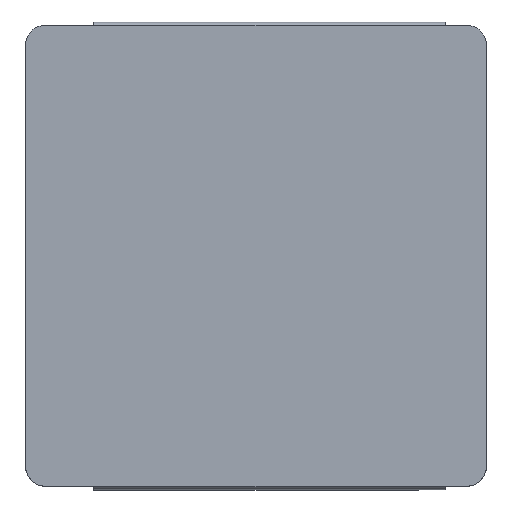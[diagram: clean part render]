
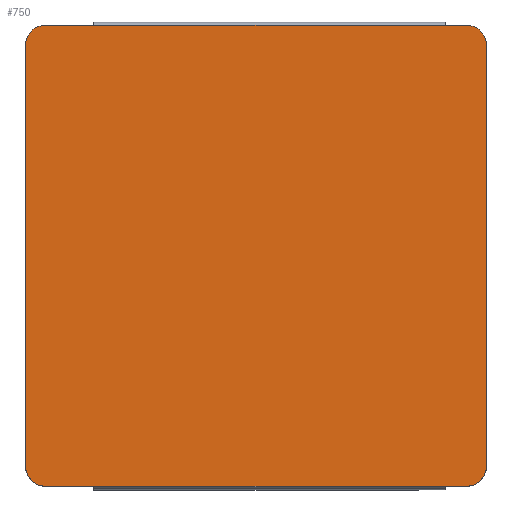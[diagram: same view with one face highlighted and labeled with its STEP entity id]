
A CAD part, top view. The second image highlights one B-rep face of the part: STEP entity #750.
In plain terms, the highlighted planar face has unit normal (0, 0, 1).
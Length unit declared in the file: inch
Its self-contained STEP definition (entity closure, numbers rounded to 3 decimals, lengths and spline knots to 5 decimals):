
#46 = ORIENTED_EDGE ( 'NONE', *, *, #356, .T. ) ;
#149 = CARTESIAN_POINT ( 'NONE',  ( 0., 0.0175, 0.271 ) ) ;
#183 = CARTESIAN_POINT ( 'NONE',  ( 0., 0.6625, 0.271 ) ) ;
#185 = CARTESIAN_POINT ( 'NONE',  ( 0., 0.6325, 0.271 ) ) ;
#219 = DIRECTION ( 'NONE',  ( 0., 0., -1. ) ) ;
#251 = EDGE_CURVE ( 'NONE', #468, #1886, #1648, .T. ) ;
#281 = VERTEX_POINT ( 'NONE', #1487 ) ;
#296 = EDGE_LOOP ( 'NONE', ( #2255, #1955, #635, #1153, #2333, #666, #46, #391 ) ) ;
#356 = EDGE_CURVE ( 'NONE', #1297, #1886, #1533, .T. ) ;
#391 = ORIENTED_EDGE ( 'NONE', *, *, #251, .F. ) ;
#409 = CARTESIAN_POINT ( 'NONE',  ( 0.675, 0.0175, 0.271 ) ) ;
#468 = VERTEX_POINT ( 'NONE', #409 ) ;
#535 = CARTESIAN_POINT ( 'NONE',  ( 0.03, 0.0175, 0.271 ) ) ;
#570 = CARTESIAN_POINT ( 'NONE',  ( 0.645, 0.6325, 0.271 ) ) ;
#622 = CARTESIAN_POINT ( 'NONE',  ( 0., -0.0125, 0.271 ) ) ;
#635 = ORIENTED_EDGE ( 'NONE', *, *, #1170, .T. ) ;
#643 = AXIS2_PLACEMENT_3D ( 'NONE', #622, #1938, #801 ) ;
#650 = VERTEX_POINT ( 'NONE', #958 ) ;
#651 = CIRCLE ( 'NONE', #837, 0.03 ) ;
#666 = ORIENTED_EDGE ( 'NONE', *, *, #843, .F. ) ;
#737 = DIRECTION ( 'NONE',  ( 1., 0., 0. ) ) ;
#744 = CARTESIAN_POINT ( 'NONE',  ( 0.645, 0.0175, 0.271 ) ) ;
#750 = ADVANCED_FACE ( 'NONE', ( #1939 ), #793, .T. ) ;
#761 = VECTOR ( 'NONE', #1517, 39.37008 ) ;
#763 = DIRECTION ( 'NONE',  ( 1., 0., 0. ) ) ;
#793 = PLANE ( 'NONE',  #643 ) ;
#801 = DIRECTION ( 'NONE',  ( 1., 0., 0. ) ) ;
#816 = AXIS2_PLACEMENT_3D ( 'NONE', #1345, #219, #1545 ) ;
#833 = CARTESIAN_POINT ( 'NONE',  ( 0.03, -0.0125, 0.271 ) ) ;
#837 = AXIS2_PLACEMENT_3D ( 'NONE', #535, #1870, #737 ) ;
#843 = EDGE_CURVE ( 'NONE', #1297, #1734, #651, .T. ) ;
#865 = LINE ( 'NONE', #183, #1381 ) ;
#916 = DIRECTION ( 'NONE',  ( 1., 0., 0. ) ) ;
#955 = VERTEX_POINT ( 'NONE', #1150 ) ;
#958 = CARTESIAN_POINT ( 'NONE',  ( 0.645, 0.6625, 0.271 ) ) ;
#995 = EDGE_CURVE ( 'NONE', #1649, #281, #1025, .T. ) ;
#1025 = CIRCLE ( 'NONE', #816, 0.03 ) ;
#1076 = VECTOR ( 'NONE', #2276, 39.37008 ) ;
#1148 = CARTESIAN_POINT ( 'NONE',  ( 0., -0.0125, 0.271 ) ) ;
#1150 = CARTESIAN_POINT ( 'NONE',  ( 0.675, 0.6325, 0.271 ) ) ;
#1153 = ORIENTED_EDGE ( 'NONE', *, *, #995, .F. ) ;
#1170 = EDGE_CURVE ( 'NONE', #650, #281, #865, .T. ) ;
#1222 = EDGE_CURVE ( 'NONE', #650, #955, #1316, .T. ) ;
#1240 = EDGE_CURVE ( 'NONE', #468, #955, #1252, .T. ) ;
#1252 = LINE ( 'NONE', #1707, #761 ) ;
#1297 = VERTEX_POINT ( 'NONE', #833 ) ;
#1308 = DIRECTION ( 'NONE',  ( -1., 0., 0. ) ) ;
#1316 = CIRCLE ( 'NONE', #1402, 0.03 ) ;
#1345 = CARTESIAN_POINT ( 'NONE',  ( 0.03, 0.6325, 0.271 ) ) ;
#1381 = VECTOR ( 'NONE', #1308, 39.37008 ) ;
#1402 = AXIS2_PLACEMENT_3D ( 'NONE', #570, #1898, #763 ) ;
#1487 = CARTESIAN_POINT ( 'NONE',  ( 0.03, 0.6625, 0.271 ) ) ;
#1501 = CARTESIAN_POINT ( 'NONE',  ( 0.645, -0.0125, 0.271 ) ) ;
#1513 = CARTESIAN_POINT ( 'NONE',  ( 0., -0.0125, 0.271 ) ) ;
#1517 = DIRECTION ( 'NONE',  ( 0., 1., 0. ) ) ;
#1533 = LINE ( 'NONE', #1513, #1076 ) ;
#1543 = DIRECTION ( 'NONE',  ( 0., -1., 0. ) ) ;
#1545 = DIRECTION ( 'NONE',  ( 1., 0., 0. ) ) ;
#1547 = VECTOR ( 'NONE', #1543, 39.37008 ) ;
#1607 = LINE ( 'NONE', #1148, #1547 ) ;
#1648 = CIRCLE ( 'NONE', #1798, 0.03 ) ;
#1649 = VERTEX_POINT ( 'NONE', #185 ) ;
#1707 = CARTESIAN_POINT ( 'NONE',  ( 0.675, -0.0125, 0.271 ) ) ;
#1734 = VERTEX_POINT ( 'NONE', #149 ) ;
#1798 = AXIS2_PLACEMENT_3D ( 'NONE', #744, #2076, #916 ) ;
#1870 = DIRECTION ( 'NONE',  ( 0., 0., -1. ) ) ;
#1886 = VERTEX_POINT ( 'NONE', #1501 ) ;
#1898 = DIRECTION ( 'NONE',  ( 0., 0., -1. ) ) ;
#1928 = EDGE_CURVE ( 'NONE', #1649, #1734, #1607, .T. ) ;
#1938 = DIRECTION ( 'NONE',  ( 0., 0., 1. ) ) ;
#1939 = FACE_OUTER_BOUND ( 'NONE', #296, .T. ) ;
#1955 = ORIENTED_EDGE ( 'NONE', *, *, #1222, .F. ) ;
#2076 = DIRECTION ( 'NONE',  ( 0., 0., -1. ) ) ;
#2255 = ORIENTED_EDGE ( 'NONE', *, *, #1240, .T. ) ;
#2276 = DIRECTION ( 'NONE',  ( 1., 0., 0. ) ) ;
#2333 = ORIENTED_EDGE ( 'NONE', *, *, #1928, .T. ) ;
